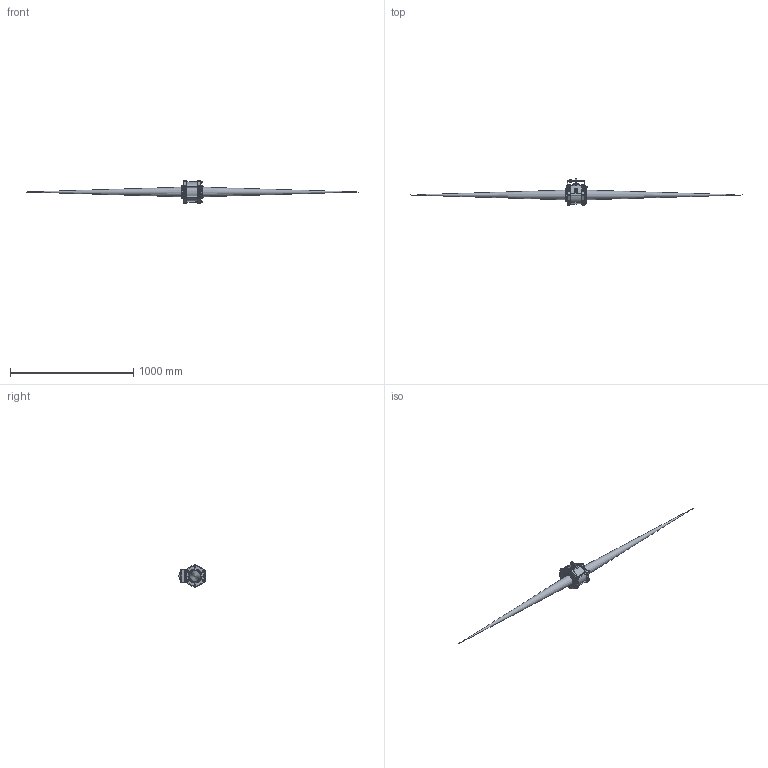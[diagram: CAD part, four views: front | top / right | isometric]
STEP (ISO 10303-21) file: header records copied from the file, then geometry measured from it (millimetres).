
FILE_DESCRIPTION(/* description */ ('3" FP ELECTRIC VALVE ONLY'),/* implementation_level */ '2;1');
FILE_NAME(/* name */ 'EV300XR1A.stp',/* time_stamp */ '2020-05-26T14:12:11-04:00',/* author */ ('MJC'),/* organization */ (''),/* preprocessor_version */ 'ST-DEVELOPER v17.2',/* originating_system */ 'Autodesk Inventor 2019',/* authorisation */ '');
FILE_SCHEMA (('AUTOMOTIVE_DESIGN { 1 0 10303 214 3 1 1 }'));
Products named in the file (24): EV300XR1A; V35254; V35254_1; VL1000; V35264; VX35264; V20018; V20019; VE30151SS; V35255ASS; VE35258B; V25163; V25160; V35017; V35018; V35265; VE30121; VE30022; VE35188; VE35189; V10118; V10119; 17019; 12901
Assembly tree (44 placements, depth 3):
  EV300XR1A
    V35254
      V35254_1
      VL1000
    V35264  x2
      VX35264
    V20018  x6
    V20019  x6
    VE30151SS
    V35255ASS
    VE35258B  x2
    V25163
    V25160
    V35018  x2
    V35017  x4
    V35265  x2
    VE30121
    VE30022
    VE35188
    VE35189
    V10118  x2
    V10119  x2
    17019  x2
    12901  x2
Bounding box: 2694.23 x 213.49 x 186.22 mm (x, y, z)
Volume: 1534684.6 mm3; surface area: 1262682.2 mm2
Topology: 46 solids, 46 shells, 3721 faces, 9630 edges, 6251 vertices
Faces by surface type: plane 1661, bspline 819, cylinder 736, cone 433, torus 62, sphere 10
Full cylindrical faces by diameter (mm): 1.93 x2, 6.35 x1, 7.171 x8, 7.463 x38, 8.731 x4, 9.525 x114, 10.414 x4, 11.176 x12, 17.475 x2, 23.876 x1, 25.273 x1, 25.4 x1, 25.654 x1, 25.781 x1, 25.806 x1, 31.521 x1, 31.623 x1, 35.306 x1, 36.525 x1, 37.084 x2, 38.1 x2, 54.61 x1, 76.2 x4, 78.613 x2, 79.477 x2, 100.076 x2, 100.736 x2, 108.204 x2, 125.476 x2, 126.492 x1
Entity records: 102673 total; most frequent: CARTESIAN_POINT 39016, ORIENTED_EDGE 14430, DIRECTION 10251, EDGE_CURVE 7215, VERTEX_POINT 4739, LINE 4515, VECTOR 4515, EDGE_LOOP 3046
